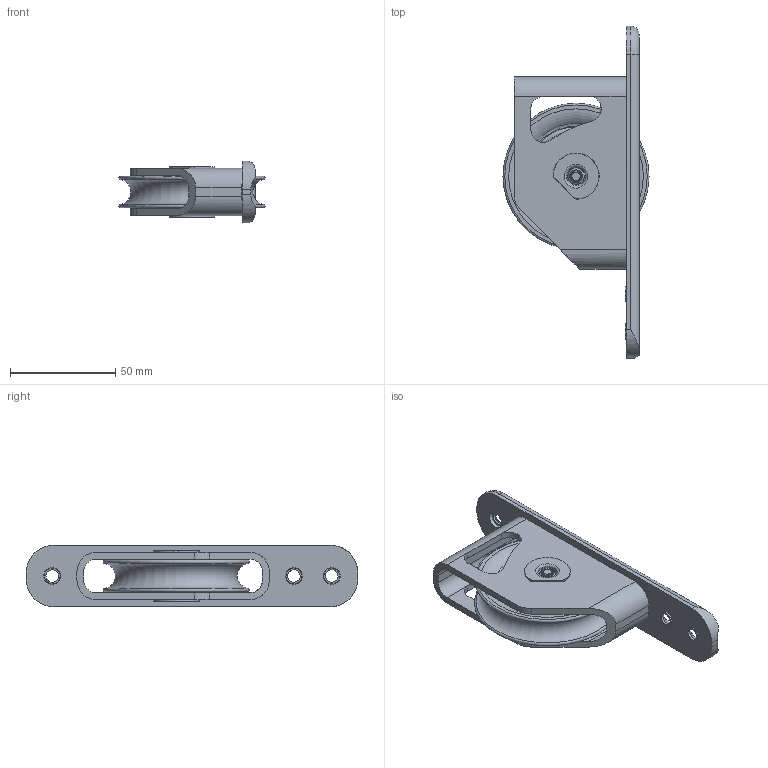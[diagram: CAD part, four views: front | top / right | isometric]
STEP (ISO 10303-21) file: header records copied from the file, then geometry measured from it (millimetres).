
FILE_DESCRIPTION(/* description */ (''),/* implementation_level */ '2;1');
FILE_NAME(/* name */ '00718-Z.stp',/* time_stamp */ '2021-01-08T15:35:41+01:00',/* author */ ('lucade'),/* organization */ (''),/* preprocessor_version */ 'ST-DEVELOPER v18.1',/* originating_system */ 'Autodesk Inventor 2021',/* authorisation */ '');
FILE_SCHEMA (('AUTOMOTIVE_DESIGN { 1 0 10303 214 3 1 1 }'));
Length unit declared in the file: millimetre
Products named in the file (1): 21010850
Bounding box: 69.49 x 158 x 29.5 mm (x, y, z)
Volume: 82763.2 mm3; surface area: 45304.3 mm2
Topology: 2 solids, 3 shells, 238 faces, 577 edges, 364 vertices
Faces by surface type: plane 90, cylinder 81, torus 39, cone 28
Full cylindrical faces by diameter (mm): 4.8 x3, 4.9 x1, 5.2 x2, 5.5 x1, 6 x3, 7.5 x4, 8 x3, 8.1 x1, 8.5 x1, 9 x1, 9.3 x1, 14 x3, 15.8 x2, 16 x3, 19.75 x1, 20 x1, 21.8 x1, 22 x1, 25 x2, 32.6 x2, 39.4 x2, 43 x2
Entity records: 7172 total; most frequent: CARTESIAN_POINT 1431, DIRECTION 1280, ORIENTED_EDGE 1152, EDGE_CURVE 576, AXIS2_PLACEMENT_3D 526, VERTEX_POINT 364, CIRCLE 283, EDGE_LOOP 278
